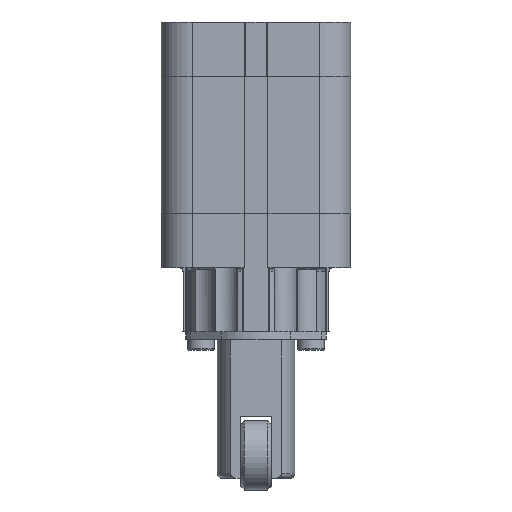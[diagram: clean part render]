
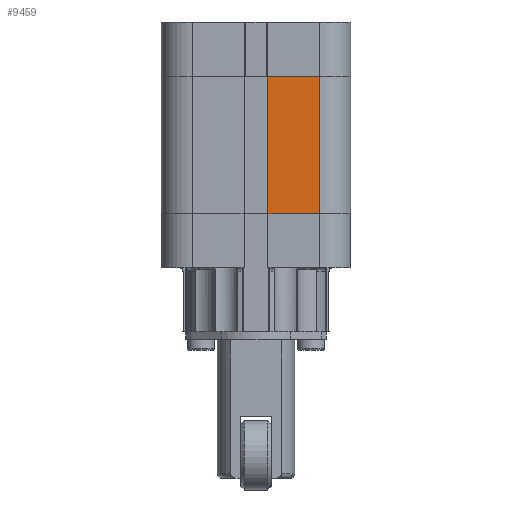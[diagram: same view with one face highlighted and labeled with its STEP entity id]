
A CAD part, left-side view. The second image highlights one B-rep face of the part: STEP entity #9459.
In plain terms, the highlighted face is planar.
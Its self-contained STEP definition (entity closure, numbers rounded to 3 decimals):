
#8794=CARTESIAN_POINT('',(24.5,16.5,0.0));
#8795=VERTEX_POINT('',#8794);
#8803=CARTESIAN_POINT('',(24.5,3.1,0.0));
#8804=VERTEX_POINT('',#8803);
#8805=CARTESIAN_POINT('',(24.5,16.5,0.0));
#8806=DIRECTION('',(0.0,-1.0,0.0));
#8807=VECTOR('',#8806,13.4);
#8808=LINE('',#8805,#8807);
#8809=EDGE_CURVE('',#8795,#8804,#8808,.T.);
#9410=CARTESIAN_POINT('',(24.5,3.1,35.5));
#9411=VERTEX_POINT('',#9410);
#9412=CARTESIAN_POINT('',(24.5,3.1,0.0));
#9413=DIRECTION('',(0.0,0.0,1.0));
#9414=VECTOR('',#9413,35.5);
#9415=LINE('',#9412,#9414);
#9416=EDGE_CURVE('',#8804,#9411,#9415,.T.);
#9436=CARTESIAN_POINT('',(24.5,16.5,0.0));
#9437=DIRECTION('',(1.0,0.0,0.0));
#9438=DIRECTION('',(0.0,0.0,-1.0));
#9439=AXIS2_PLACEMENT_3D('',#9436,#9437,#9438);
#9440=PLANE('',#9439);
#9441=ORIENTED_EDGE('',*,*,#9416,.F.);
#9442=ORIENTED_EDGE('',*,*,#8809,.F.);
#9443=CARTESIAN_POINT('',(24.5,16.5,35.5));
#9444=VERTEX_POINT('',#9443);
#9445=CARTESIAN_POINT('',(24.5,16.5,0.0));
#9446=DIRECTION('',(0.0,0.0,1.0));
#9447=VECTOR('',#9446,35.5);
#9448=LINE('',#9445,#9447);
#9449=EDGE_CURVE('',#8795,#9444,#9448,.T.);
#9450=ORIENTED_EDGE('',*,*,#9449,.T.);
#9451=CARTESIAN_POINT('',(24.5,16.5,35.5));
#9452=DIRECTION('',(0.0,-1.0,0.0));
#9453=VECTOR('',#9452,13.4);
#9454=LINE('',#9451,#9453);
#9455=EDGE_CURVE('',#9444,#9411,#9454,.T.);
#9456=ORIENTED_EDGE('',*,*,#9455,.T.);
#9457=EDGE_LOOP('',(#9441,#9442,#9450,#9456));
#9458=FACE_OUTER_BOUND('',#9457,.T.);
#9459=ADVANCED_FACE('',(#9458),#9440,.T.);
